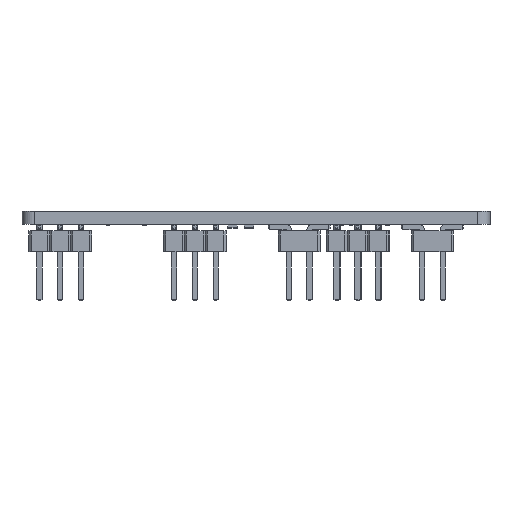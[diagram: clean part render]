
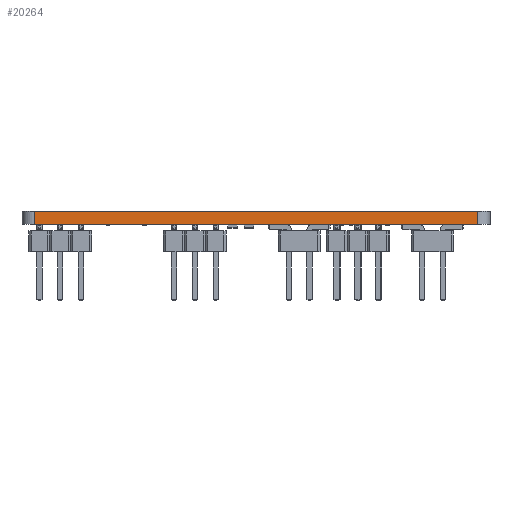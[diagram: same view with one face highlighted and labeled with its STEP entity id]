
A CAD part, front view. The second image highlights one B-rep face of the part: STEP entity #20264.
In plain terms, the highlighted planar face has unit normal (0, -1, 0).
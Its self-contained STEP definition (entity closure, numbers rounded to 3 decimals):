
#20081 = CYLINDRICAL_SURFACE('',#20082,1.5);
#20082 = AXIS2_PLACEMENT_3D('',#20083,#20084,#20085);
#20083 = CARTESIAN_POINT('',(1.539,-27.108,0.));
#20084 = DIRECTION('',(-0.,-0.,-1.));
#20085 = DIRECTION('',(1.,0.,-0.));
#20106 = VERTEX_POINT('',#20107);
#20107 = CARTESIAN_POINT('',(1.539,-28.608,1.6));
#20122 = PLANE('',#20123);
#20123 = AXIS2_PLACEMENT_3D('',#20124,#20125,#20126);
#20124 = CARTESIAN_POINT('',(31.325,-5.289,1.6));
#20125 = DIRECTION('',(0.,0.,1.));
#20126 = DIRECTION('',(1.,0.,-0.));
#20134 = EDGE_CURVE('',#20135,#20106,#20137,.T.);
#20135 = VERTEX_POINT('',#20136);
#20136 = CARTESIAN_POINT('',(1.539,-28.608,0.));
#20137 = SURFACE_CURVE('',#20138,(#20142,#20149),.PCURVE_S1.);
#20138 = LINE('',#20139,#20140);
#20139 = CARTESIAN_POINT('',(1.539,-28.608,0.));
#20140 = VECTOR('',#20141,1.);
#20141 = DIRECTION('',(0.,0.,1.));
#20142 = PCURVE('',#20081,#20143);
#20143 = DEFINITIONAL_REPRESENTATION('',(#20144),#20148);
#20144 = LINE('',#20145,#20146);
#20145 = CARTESIAN_POINT('',(-4.712,0.));
#20146 = VECTOR('',#20147,1.);
#20147 = DIRECTION('',(-0.,-1.));
#20148 = ( GEOMETRIC_REPRESENTATION_CONTEXT(2) 
PARAMETRIC_REPRESENTATION_CONTEXT() REPRESENTATION_CONTEXT('2D SPACE',''
  ) );
#20149 = PCURVE('',#20150,#20155);
#20150 = PLANE('',#20151);
#20151 = AXIS2_PLACEMENT_3D('',#20152,#20153,#20154);
#20152 = CARTESIAN_POINT('',(1.539,-28.608,0.));
#20153 = DIRECTION('',(0.,1.,0.));
#20154 = DIRECTION('',(1.,0.,0.));
#20155 = DEFINITIONAL_REPRESENTATION('',(#20156),#20160);
#20156 = LINE('',#20157,#20158);
#20157 = CARTESIAN_POINT('',(0.,0.));
#20158 = VECTOR('',#20159,1.);
#20159 = DIRECTION('',(0.,-1.));
#20160 = ( GEOMETRIC_REPRESENTATION_CONTEXT(2) 
PARAMETRIC_REPRESENTATION_CONTEXT() REPRESENTATION_CONTEXT('2D SPACE',''
  ) );
#20177 = PLANE('',#20178);
#20178 = AXIS2_PLACEMENT_3D('',#20179,#20180,#20181);
#20179 = CARTESIAN_POINT('',(31.325,-5.289,0.));
#20180 = DIRECTION('',(0.,0.,1.));
#20181 = DIRECTION('',(1.,0.,-0.));
#20264 = ADVANCED_FACE('',(#20265),#20150,.F.);
#20265 = FACE_BOUND('',#20266,.F.);
#20266 = EDGE_LOOP('',(#20267,#20268,#20291,#20319));
#20267 = ORIENTED_EDGE('',*,*,#20134,.T.);
#20268 = ORIENTED_EDGE('',*,*,#20269,.T.);
#20269 = EDGE_CURVE('',#20106,#20270,#20272,.T.);
#20270 = VERTEX_POINT('',#20271);
#20271 = CARTESIAN_POINT('',(55.539,-28.608,1.6));
#20272 = SURFACE_CURVE('',#20273,(#20277,#20284),.PCURVE_S1.);
#20273 = LINE('',#20274,#20275);
#20274 = CARTESIAN_POINT('',(1.539,-28.608,1.6));
#20275 = VECTOR('',#20276,1.);
#20276 = DIRECTION('',(1.,0.,0.));
#20277 = PCURVE('',#20150,#20278);
#20278 = DEFINITIONAL_REPRESENTATION('',(#20279),#20283);
#20279 = LINE('',#20280,#20281);
#20280 = CARTESIAN_POINT('',(0.,-1.6));
#20281 = VECTOR('',#20282,1.);
#20282 = DIRECTION('',(1.,0.));
#20283 = ( GEOMETRIC_REPRESENTATION_CONTEXT(2) 
PARAMETRIC_REPRESENTATION_CONTEXT() REPRESENTATION_CONTEXT('2D SPACE',''
  ) );
#20284 = PCURVE('',#20122,#20285);
#20285 = DEFINITIONAL_REPRESENTATION('',(#20286),#20290);
#20286 = LINE('',#20287,#20288);
#20287 = CARTESIAN_POINT('',(-29.786,-23.32));
#20288 = VECTOR('',#20289,1.);
#20289 = DIRECTION('',(1.,0.));
#20290 = ( GEOMETRIC_REPRESENTATION_CONTEXT(2) 
PARAMETRIC_REPRESENTATION_CONTEXT() REPRESENTATION_CONTEXT('2D SPACE',''
  ) );
#20291 = ORIENTED_EDGE('',*,*,#20292,.F.);
#20292 = EDGE_CURVE('',#20293,#20270,#20295,.T.);
#20293 = VERTEX_POINT('',#20294);
#20294 = CARTESIAN_POINT('',(55.539,-28.608,0.));
#20295 = SURFACE_CURVE('',#20296,(#20300,#20307),.PCURVE_S1.);
#20296 = LINE('',#20297,#20298);
#20297 = CARTESIAN_POINT('',(55.539,-28.608,0.));
#20298 = VECTOR('',#20299,1.);
#20299 = DIRECTION('',(0.,0.,1.));
#20300 = PCURVE('',#20150,#20301);
#20301 = DEFINITIONAL_REPRESENTATION('',(#20302),#20306);
#20302 = LINE('',#20303,#20304);
#20303 = CARTESIAN_POINT('',(54.,0.));
#20304 = VECTOR('',#20305,1.);
#20305 = DIRECTION('',(0.,-1.));
#20306 = ( GEOMETRIC_REPRESENTATION_CONTEXT(2) 
PARAMETRIC_REPRESENTATION_CONTEXT() REPRESENTATION_CONTEXT('2D SPACE',''
  ) );
#20307 = PCURVE('',#20308,#20313);
#20308 = CYLINDRICAL_SURFACE('',#20309,1.5);
#20309 = AXIS2_PLACEMENT_3D('',#20310,#20311,#20312);
#20310 = CARTESIAN_POINT('',(55.539,-27.108,0.));
#20311 = DIRECTION('',(-0.,-0.,-1.));
#20312 = DIRECTION('',(1.,0.,-0.));
#20313 = DEFINITIONAL_REPRESENTATION('',(#20314),#20318);
#20314 = LINE('',#20315,#20316);
#20315 = CARTESIAN_POINT('',(-4.712,0.));
#20316 = VECTOR('',#20317,1.);
#20317 = DIRECTION('',(-0.,-1.));
#20318 = ( GEOMETRIC_REPRESENTATION_CONTEXT(2) 
PARAMETRIC_REPRESENTATION_CONTEXT() REPRESENTATION_CONTEXT('2D SPACE',''
  ) );
#20319 = ORIENTED_EDGE('',*,*,#20320,.F.);
#20320 = EDGE_CURVE('',#20135,#20293,#20321,.T.);
#20321 = SURFACE_CURVE('',#20322,(#20326,#20333),.PCURVE_S1.);
#20322 = LINE('',#20323,#20324);
#20323 = CARTESIAN_POINT('',(1.539,-28.608,0.));
#20324 = VECTOR('',#20325,1.);
#20325 = DIRECTION('',(1.,0.,0.));
#20326 = PCURVE('',#20150,#20327);
#20327 = DEFINITIONAL_REPRESENTATION('',(#20328),#20332);
#20328 = LINE('',#20329,#20330);
#20329 = CARTESIAN_POINT('',(0.,0.));
#20330 = VECTOR('',#20331,1.);
#20331 = DIRECTION('',(1.,0.));
#20332 = ( GEOMETRIC_REPRESENTATION_CONTEXT(2) 
PARAMETRIC_REPRESENTATION_CONTEXT() REPRESENTATION_CONTEXT('2D SPACE',''
  ) );
#20333 = PCURVE('',#20177,#20334);
#20334 = DEFINITIONAL_REPRESENTATION('',(#20335),#20339);
#20335 = LINE('',#20336,#20337);
#20336 = CARTESIAN_POINT('',(-29.786,-23.32));
#20337 = VECTOR('',#20338,1.);
#20338 = DIRECTION('',(1.,0.));
#20339 = ( GEOMETRIC_REPRESENTATION_CONTEXT(2) 
PARAMETRIC_REPRESENTATION_CONTEXT() REPRESENTATION_CONTEXT('2D SPACE',''
  ) );
